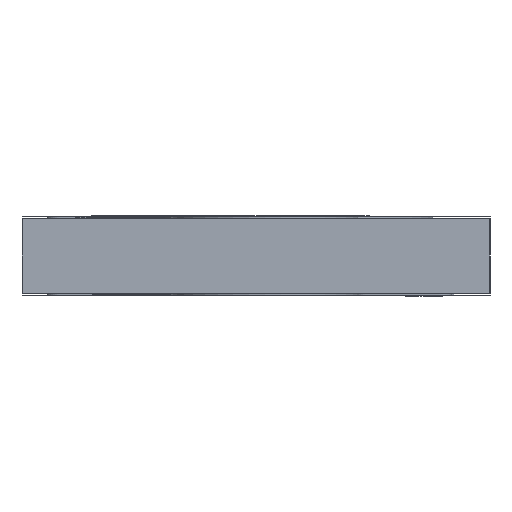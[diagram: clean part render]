
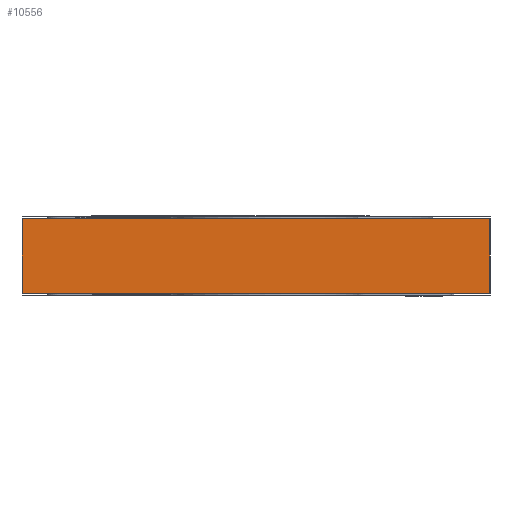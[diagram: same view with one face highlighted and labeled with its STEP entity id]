
A CAD part, left-side view. The second image highlights one B-rep face of the part: STEP entity #10556.
In plain terms, the highlighted planar face has unit normal (-1, 0, 0).
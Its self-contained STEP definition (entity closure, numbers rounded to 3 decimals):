
#10420 = VERTEX_POINT('',#10421);
#10421 = CARTESIAN_POINT('',(51.105,-136.144,1.51));
#10427 = EDGE_CURVE('',#10428,#10420,#10430,.T.);
#10428 = VERTEX_POINT('',#10429);
#10429 = CARTESIAN_POINT('',(51.105,-136.144,0.));
#10430 = LINE('',#10431,#10432);
#10431 = CARTESIAN_POINT('',(51.105,-136.144,0.));
#10432 = VECTOR('',#10433,1.);
#10433 = DIRECTION('',(0.,0.,1.));
#10452 = VERTEX_POINT('',#10453);
#10453 = CARTESIAN_POINT('',(51.105,-126.644,0.));
#10459 = EDGE_CURVE('',#10428,#10452,#10460,.T.);
#10460 = LINE('',#10461,#10462);
#10461 = CARTESIAN_POINT('',(51.105,-136.144,0.));
#10462 = VECTOR('',#10463,1.);
#10463 = DIRECTION('',(0.,1.,0.));
#10499 = VERTEX_POINT('',#10500);
#10500 = CARTESIAN_POINT('',(51.105,-126.644,1.51));
#10506 = EDGE_CURVE('',#10420,#10499,#10507,.T.);
#10507 = LINE('',#10508,#10509);
#10508 = CARTESIAN_POINT('',(51.105,-136.144,1.51));
#10509 = VECTOR('',#10510,1.);
#10510 = DIRECTION('',(0.,1.,0.));
#10543 = EDGE_CURVE('',#10452,#10499,#10544,.T.);
#10544 = LINE('',#10545,#10546);
#10545 = CARTESIAN_POINT('',(51.105,-126.644,0.));
#10546 = VECTOR('',#10547,1.);
#10547 = DIRECTION('',(0.,0.,1.));
#10556 = ADVANCED_FACE('',(#10557),#10563,.T.);
#10557 = FACE_BOUND('',#10558,.T.);
#10558 = EDGE_LOOP('',(#10559,#10560,#10561,#10562));
#10559 = ORIENTED_EDGE('',*,*,#10427,.T.);
#10560 = ORIENTED_EDGE('',*,*,#10506,.T.);
#10561 = ORIENTED_EDGE('',*,*,#10543,.F.);
#10562 = ORIENTED_EDGE('',*,*,#10459,.F.);
#10563 = PLANE('',#10564);
#10564 = AXIS2_PLACEMENT_3D('',#10565,#10566,#10567);
#10565 = CARTESIAN_POINT('',(51.105,-136.144,0.));
#10566 = DIRECTION('',(-1.,0.,0.));
#10567 = DIRECTION('',(0.,1.,0.));
